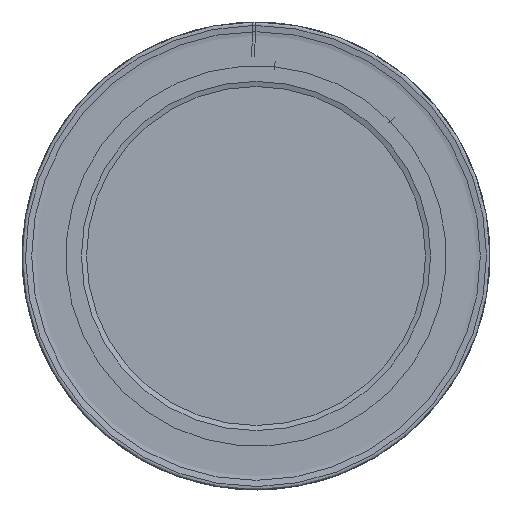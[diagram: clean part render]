
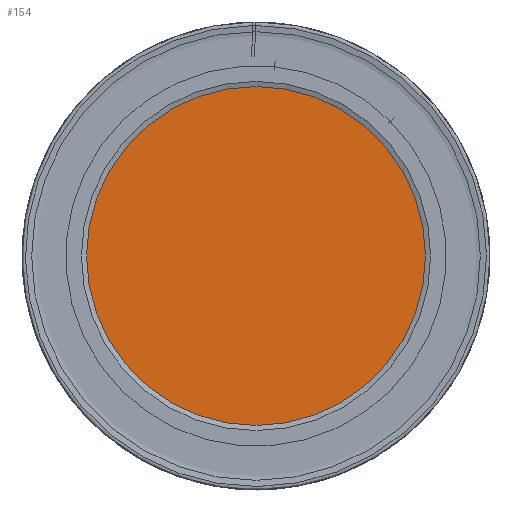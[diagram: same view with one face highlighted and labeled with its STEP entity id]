
A CAD part, left-side view. The second image highlights one B-rep face of the part: STEP entity #154.
In plain terms, the highlighted planar face has unit normal (-1, 0, 0).
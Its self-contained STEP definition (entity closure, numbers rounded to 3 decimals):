
#109=PLANE('',#616);
#114=FACE_OUTER_BOUND('',#237,.T.);
#154=ADVANCED_FACE('',(#114),#109,.F.);
#237=EDGE_LOOP('',(#293));
#293=ORIENTED_EDGE('',*,*,#478,.T.);
#430=VERTEX_POINT('',#862);
#478=EDGE_CURVE('',#430,#430,#550,.T.);
#550=CIRCLE('',#615,22.813);
#615=AXIS2_PLACEMENT_3D('',#861,#706,#707);
#616=AXIS2_PLACEMENT_3D('',#863,#708,#709);
#706=DIRECTION('',(-1.,0.,0.));
#707=DIRECTION('',(0.,0.,1.));
#708=DIRECTION('',(1.,0.,0.));
#709=DIRECTION('',(0.,0.,-1.));
#861=CARTESIAN_POINT('',(0.5,0.,0.));
#862=CARTESIAN_POINT('',(0.5,0.,22.813));
#863=CARTESIAN_POINT('',(0.5,0.,0.));
